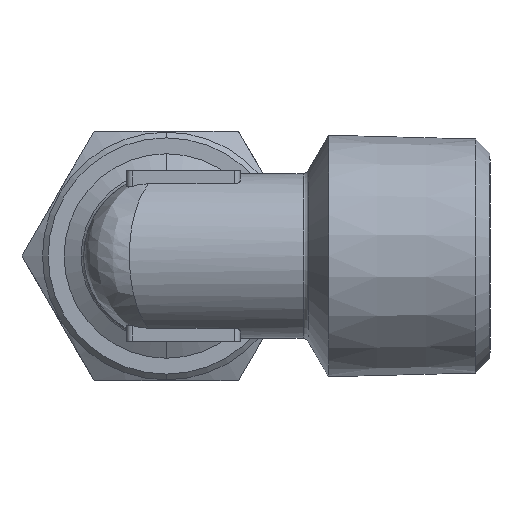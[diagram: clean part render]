
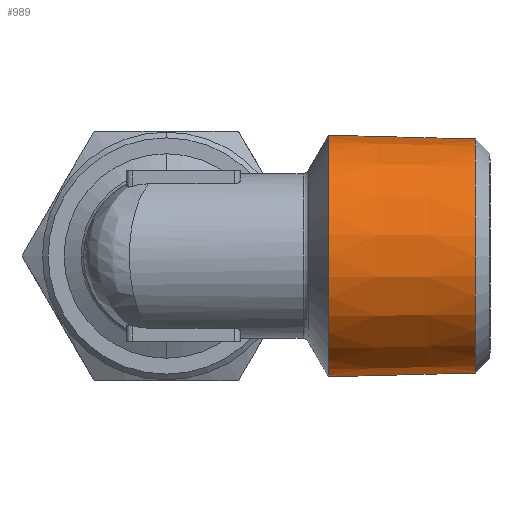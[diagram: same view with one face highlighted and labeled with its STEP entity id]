
A CAD part, left-side view. The second image highlights one B-rep face of the part: STEP entity #989.
In plain terms, the highlighted conical face has half-angle 1.47 degrees and reference radius 10.639 mm.
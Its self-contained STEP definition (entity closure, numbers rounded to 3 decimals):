
#278 = CARTESIAN_POINT ( 'NONE',  ( 0., -14.287, 0. ) ) ;
#279 = DIRECTION ( 'NONE',  ( 0., -1., 0. ) ) ;
#280 = DIRECTION ( 'NONE',  ( 0., 0., 1. ) ) ;
#377 = CARTESIAN_POINT ( 'NONE',  ( 0., -14., -10.639 ) ) ;
#378 = DIRECTION ( 'NONE',  ( 0., 1., -0.026 ) ) ;
#385 = CARTESIAN_POINT ( 'NONE',  ( 0., -14., 10.639 ) ) ;
#386 = DIRECTION ( 'NONE',  ( 0., 1., 0.026 ) ) ;
#675 = EDGE_CURVE ( 'NONE', #1952, #1953, #2081, .T. ) ;
#824 = CARTESIAN_POINT ( 'NONE',  ( 0., -14., 0. ) ) ;
#825 = DIRECTION ( 'NONE',  ( 0., 1., 0. ) ) ;
#826 = DIRECTION ( 'NONE',  ( 0., 0., 1. ) ) ;
#989 = ADVANCED_FACE ( 'NONE', ( #2702 ), #2042, .T. ) ;
#1024 = EDGE_CURVE ( 'NONE', #1953, #1950, #2727, .T. ) ;
#1027 = EDGE_CURVE ( 'NONE', #1952, #1930, #2728, .T. ) ;
#1160 = EDGE_CURVE ( 'NONE', #1930, #1950, #1711, .T. ) ;
#1644 = CARTESIAN_POINT ( 'NONE',  ( 0., -14.287, 10.632 ) ) ;
#1662 = CARTESIAN_POINT ( 'NONE',  ( 0., -14.287, -10.632 ) ) ;
#1664 = CARTESIAN_POINT ( 'NONE',  ( 0., -27.2, 10.3 ) ) ;
#1665 = CARTESIAN_POINT ( 'NONE',  ( 0., -27.2, -10.3 ) ) ;
#1701 = AXIS2_PLACEMENT_3D ( 'NONE', #278, #279, #280 ) ;
#1711 = CIRCLE ( 'NONE', #1701, 10.632 ) ;
#1926 = ORIENTED_EDGE ( 'NONE', *, *, #1160, .T. ) ;
#1927 = ORIENTED_EDGE ( 'NONE', *, *, #1024, .F. ) ;
#1929 = ORIENTED_EDGE ( 'NONE', *, *, #675, .F. ) ;
#1930 = VERTEX_POINT ( 'NONE', #1644 ) ;
#1932 = ORIENTED_EDGE ( 'NONE', *, *, #1027, .T. ) ;
#1950 = VERTEX_POINT ( 'NONE', #1662 ) ;
#1952 = VERTEX_POINT ( 'NONE', #1664 ) ;
#1953 = VERTEX_POINT ( 'NONE', #1665 ) ;
#1988 = VECTOR ( 'NONE', #386, 1000. ) ;
#1995 = VECTOR ( 'NONE', #378, 1000. ) ;
#2042 = CONICAL_SURFACE ( 'NONE', #2050, 10.639, 0.026 ) ;
#2050 = AXIS2_PLACEMENT_3D ( 'NONE', #824, #825, #826 ) ;
#2080 = AXIS2_PLACEMENT_3D ( 'NONE', #2314, #2370, #2359 ) ;
#2081 = CIRCLE ( 'NONE', #2080, 10.3 ) ;
#2314 = CARTESIAN_POINT ( 'NONE',  ( 0., -27.2, 0. ) ) ;
#2359 = DIRECTION ( 'NONE',  ( 0., 0., -1. ) ) ;
#2370 = DIRECTION ( 'NONE',  ( 0., -1., 0. ) ) ;
#2594 = EDGE_LOOP ( 'NONE', ( #1927, #1929, #1932, #1926 ) ) ;
#2702 = FACE_OUTER_BOUND ( 'NONE', #2594, .T. ) ;
#2727 = LINE ( 'NONE', #377, #1995 ) ;
#2728 = LINE ( 'NONE', #385, #1988 ) ;
